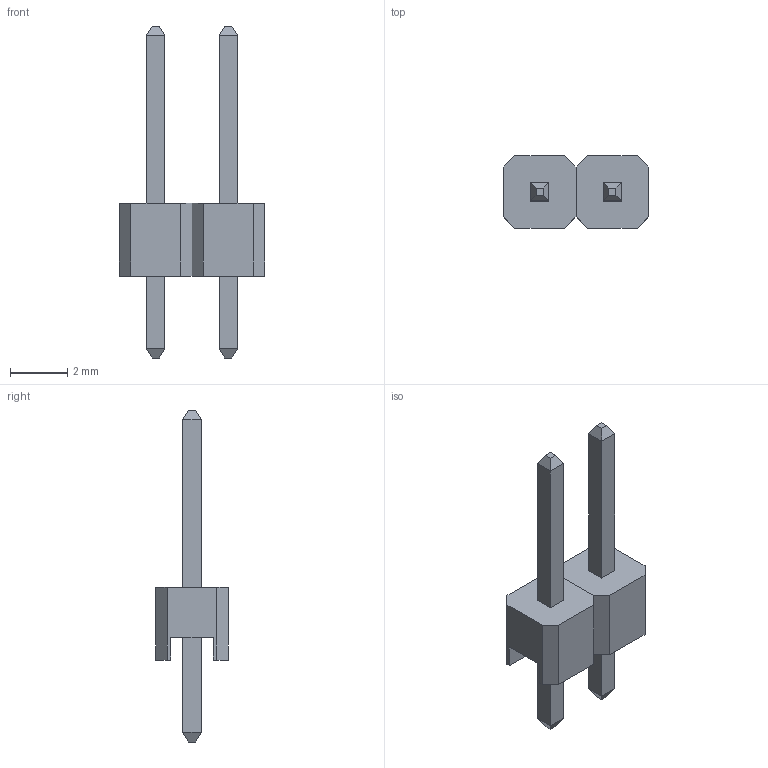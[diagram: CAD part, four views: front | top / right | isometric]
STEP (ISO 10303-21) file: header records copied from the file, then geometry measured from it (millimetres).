
FILE_DESCRIPTION((''),'2;1');
FILE_NAME('STIFTLEISTE_ASM','2017-12-15T',('assmus'),(''),'PRO/ENGINEER BY PARAMETRIC TECHNOLOGY CORPORATION, 2014000','PRO/ENGINEER BY PARAMETRIC TECHNOLOGY CORPORATION, 2014000','');
FILE_SCHEMA(('AUTOMOTIVE_DESIGN { 1 0 10303 214 1 1 1 1 }'));
Length unit declared in the file: millimetre
Products named in the file (3): STIFTLEISTE_STIFT; STIFTLEISTE_KUNSTSTOFF; STIFTLEISTE_ASM
Assembly tree (4 placements, depth 2):
  STIFTLEISTE_ASM
    STIFTLEISTE_STIFT  x2
    STIFTLEISTE_KUNSTSTOFF  x2
Bounding box: 5.08 x 2.54 x 11.6 mm (x, y, z)
Volume: 33.1 mm3; surface area: 141.9 mm2
Topology: 4 solids, 4 shells, 64 faces, 152 edges, 96 vertices
Faces by surface type: plane 64
Entity records: 1948 total; most frequent: COLOUR_RGB 598, CARTESIAN_POINT 172, DIRECTION 154, ORIENTED_EDGE 152, PRESENTATION_STYLE_ASSIGNMENT 78, STYLED_ITEM 78, VECTOR 76, LINE 76
